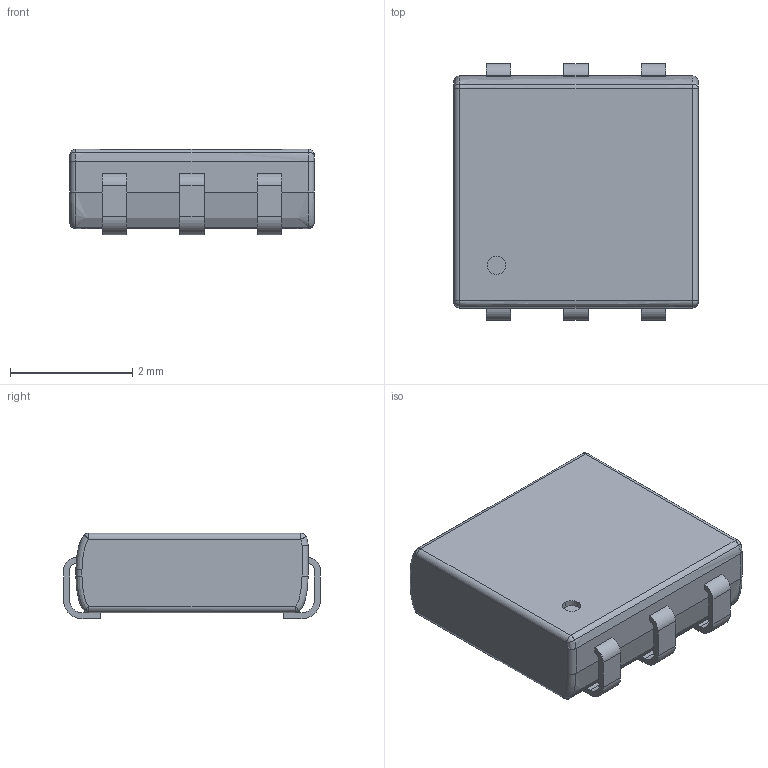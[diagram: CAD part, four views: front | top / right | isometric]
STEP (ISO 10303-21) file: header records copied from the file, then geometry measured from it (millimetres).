
FILE_DESCRIPTION(('FreeCAD Model'),'2;1');
FILE_NAME('Fusion.step','2017-05-08T12:01:07',( 'kicad StepUp'),('ksu MCAD'),'Open CASCADE STEP processor 6.8', 'FreeCAD','Unknown');
FILE_SCHEMA(('AUTOMOTIVE_DESIGN_CC2 { 1 2 10303 214 -1 1 5 4 }'));
Length unit declared in the file: millimetre
Products named in the file (2): ASSEMBLY; Fusion
Assembly tree (1 placements, depth 2):
  ASSEMBLY
    Fusion
Bounding box: 4 x 4.2 x 1.4 mm (x, y, z)
Volume: 19.7 mm3; surface area: 55.6 mm2
Topology: 1 solids, 1 shells, 119 faces, 321 edges, 193 vertices
Faces by surface type: plane 55, cylinder 34, bspline 22, sphere 8
Entity records: 8452 total; most frequent: CARTESIAN_POINT 4791, ORIENTED_EDGE 630, DIRECTION 510, EDGE_CURVE 315, VERTEX_POINT 193, LINE 188, VECTOR 188, AXIS2_PLACEMENT_3D 161
